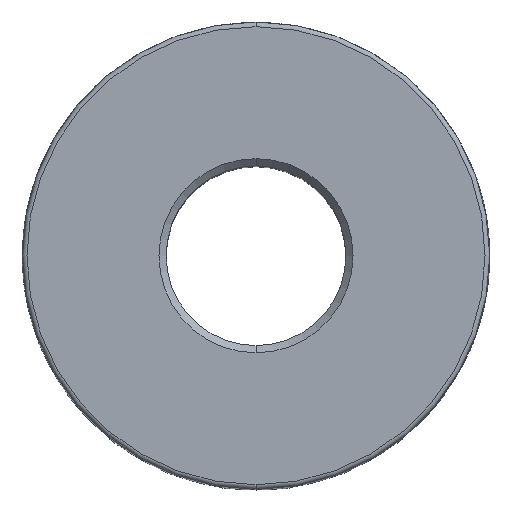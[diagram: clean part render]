
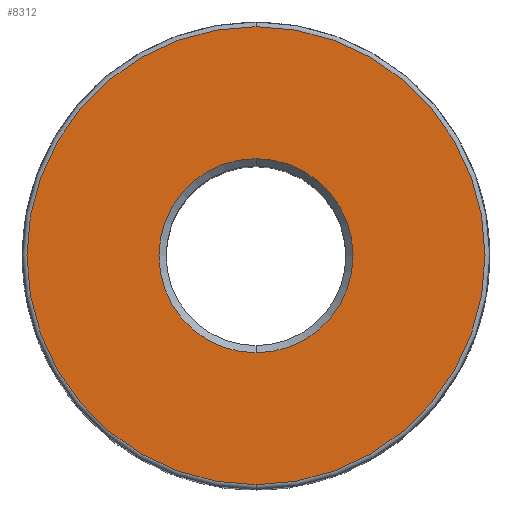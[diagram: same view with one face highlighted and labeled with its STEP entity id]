
A CAD part, top view. The second image highlights one B-rep face of the part: STEP entity #8312.
In plain terms, the highlighted planar face has unit normal (0, 0, 1).
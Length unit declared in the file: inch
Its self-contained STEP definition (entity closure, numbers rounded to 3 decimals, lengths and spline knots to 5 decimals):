
#192 = FACE_OUTER_BOUND ( 'NONE', #7541, .T. ) ;
#774 = DIRECTION ( 'NONE',  ( 0., 0., 1. ) ) ;
#806 = AXIS2_PLACEMENT_3D ( 'NONE', #1615, #4594, #6162 ) ;
#1154 = ORIENTED_EDGE ( 'NONE', *, *, #1987, .T. ) ;
#1174 = VERTEX_POINT ( 'NONE', #2785 ) ;
#1583 = CARTESIAN_POINT ( 'NONE',  ( 0., 0., 0.62992 ) ) ;
#1605 = CIRCLE ( 'NONE', #8350, 0.25079 ) ;
#1615 = CARTESIAN_POINT ( 'NONE',  ( 0., 0., 0.62992 ) ) ;
#1987 = EDGE_CURVE ( 'NONE', #9080, #7346, #5311, .T. ) ;
#2083 = DIRECTION ( 'NONE',  ( 0., -1., 0. ) ) ;
#2193 = FACE_BOUND ( 'NONE', #6843, .T. ) ;
#2785 = CARTESIAN_POINT ( 'NONE',  ( 0., -0.1063, 0.62992 ) ) ;
#2805 = CARTESIAN_POINT ( 'NONE',  ( 0., 0.1063, 0.62992 ) ) ;
#2900 = EDGE_CURVE ( 'NONE', #6872, #1174, #6148, .T. ) ;
#3168 = EDGE_CURVE ( 'NONE', #1174, #6872, #4410, .T. ) ;
#3260 = DIRECTION ( 'NONE',  ( 0., -1., 0. ) ) ;
#3618 = DIRECTION ( 'NONE',  ( 0., -1., 0. ) ) ;
#3725 = ORIENTED_EDGE ( 'NONE', *, *, #2900, .T. ) ;
#3983 = AXIS2_PLACEMENT_3D ( 'NONE', #8848, #4312, #3618 ) ;
#4040 = ORIENTED_EDGE ( 'NONE', *, *, #5037, .T. ) ;
#4312 = DIRECTION ( 'NONE',  ( 0., 0., 1. ) ) ;
#4362 = ORIENTED_EDGE ( 'NONE', *, *, #3168, .T. ) ;
#4410 = CIRCLE ( 'NONE', #806, 0.1063 ) ;
#4594 = DIRECTION ( 'NONE',  ( 0., 0., -1. ) ) ;
#4845 = AXIS2_PLACEMENT_3D ( 'NONE', #5060, #8812, #2083 ) ;
#5037 = EDGE_CURVE ( 'NONE', #7346, #9080, #1605, .T. ) ;
#5060 = CARTESIAN_POINT ( 'NONE',  ( 0., 0., 0.62992 ) ) ;
#5311 = CIRCLE ( 'NONE', #6031, 0.25079 ) ;
#5430 = DIRECTION ( 'NONE',  ( 0., 0., 1. ) ) ;
#5498 = CARTESIAN_POINT ( 'NONE',  ( 0., 0., 0.62992 ) ) ;
#5961 = CARTESIAN_POINT ( 'NONE',  ( 0., -0.25079, 0.62992 ) ) ;
#6031 = AXIS2_PLACEMENT_3D ( 'NONE', #1583, #774, #8991 ) ;
#6148 = CIRCLE ( 'NONE', #4845, 0.1063 ) ;
#6162 = DIRECTION ( 'NONE',  ( 0., -1., 0. ) ) ;
#6843 = EDGE_LOOP ( 'NONE', ( #4362, #3725 ) ) ;
#6872 = VERTEX_POINT ( 'NONE', #2805 ) ;
#7346 = VERTEX_POINT ( 'NONE', #7380 ) ;
#7380 = CARTESIAN_POINT ( 'NONE',  ( 0., 0.25079, 0.62992 ) ) ;
#7541 = EDGE_LOOP ( 'NONE', ( #1154, #4040 ) ) ;
#8094 = PLANE ( 'NONE',  #3983 ) ;
#8312 = ADVANCED_FACE ( 'NONE', ( #2193, #192 ), #8094, .T. ) ;
#8350 = AXIS2_PLACEMENT_3D ( 'NONE', #5498, #5430, #3260 ) ;
#8812 = DIRECTION ( 'NONE',  ( 0., 0., -1. ) ) ;
#8848 = CARTESIAN_POINT ( 'NONE',  ( 0., 0.09843, 0.62992 ) ) ;
#8991 = DIRECTION ( 'NONE',  ( 0., -1., 0. ) ) ;
#9080 = VERTEX_POINT ( 'NONE', #5961 ) ;
